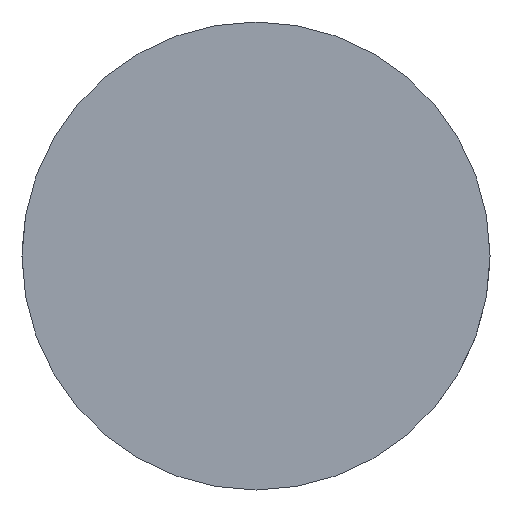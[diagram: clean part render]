
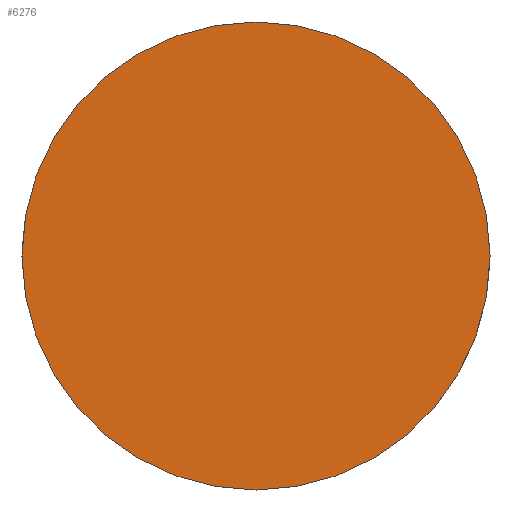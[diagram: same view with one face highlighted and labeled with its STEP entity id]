
A CAD part, front view. The second image highlights one B-rep face of the part: STEP entity #6276.
In plain terms, the highlighted planar face has unit normal (0, -1, 0).
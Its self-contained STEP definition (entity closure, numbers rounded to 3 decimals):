
#1678 = CARTESIAN_POINT ( 'NONE',  ( 0., 0., 0. ) ) ;
#1687 = CIRCLE ( 'NONE', #1700, 40. ) ;
#1693 = DIRECTION ( 'NONE',  ( 0., 0., 1. ) ) ;
#1698 = DIRECTION ( 'NONE',  ( 0., 1., 0. ) ) ;
#1700 = AXIS2_PLACEMENT_3D ( 'NONE', #1678, #1698, #1693 ) ;
#1721 = CARTESIAN_POINT ( 'NONE',  ( 0., 0., -40. ) ) ;
#1751 = CARTESIAN_POINT ( 'NONE',  ( 0., 0., 40. ) ) ;
#1830 = PLANE ( 'NONE',  #1909 ) ;
#1833 = DIRECTION ( 'NONE',  ( 0., 1., 0. ) ) ;
#1834 = CARTESIAN_POINT ( 'NONE',  ( 0., 0., 0. ) ) ;
#1835 = AXIS2_PLACEMENT_3D ( 'NONE', #1834, #1833, #1882 ) ;
#1837 = CIRCLE ( 'NONE', #1835, 40. ) ;
#1854 = DIRECTION ( 'NONE',  ( 0., -1., 0. ) ) ;
#1855 = CARTESIAN_POINT ( 'NONE',  ( -40., 0., 0. ) ) ;
#1881 = FACE_OUTER_BOUND ( 'NONE', #6267, .T. ) ;
#1882 = DIRECTION ( 'NONE',  ( 0., 0., 1. ) ) ;
#1905 = DIRECTION ( 'NONE',  ( 0., 0., -1. ) ) ;
#1909 = AXIS2_PLACEMENT_3D ( 'NONE', #1855, #1854, #1905 ) ;
#6184 = EDGE_CURVE ( 'NONE', #6196, #6193, #1687, .T. ) ;
#6193 = VERTEX_POINT ( 'NONE', #1721 ) ;
#6196 = VERTEX_POINT ( 'NONE', #1751 ) ;
#6250 = EDGE_CURVE ( 'NONE', #6193, #6196, #1837, .T. ) ;
#6267 = EDGE_LOOP ( 'NONE', ( #6271, #6278 ) ) ;
#6271 = ORIENTED_EDGE ( 'NONE', *, *, #6184, .F. ) ;
#6276 = ADVANCED_FACE ( 'NONE', ( #1881 ), #1830, .T. ) ;
#6278 = ORIENTED_EDGE ( 'NONE', *, *, #6250, .F. ) ;
